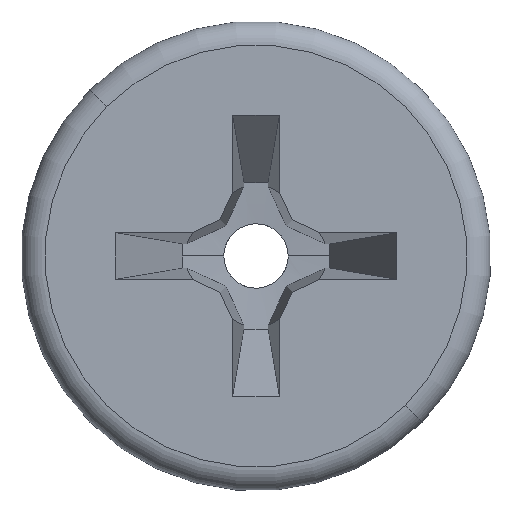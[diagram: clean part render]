
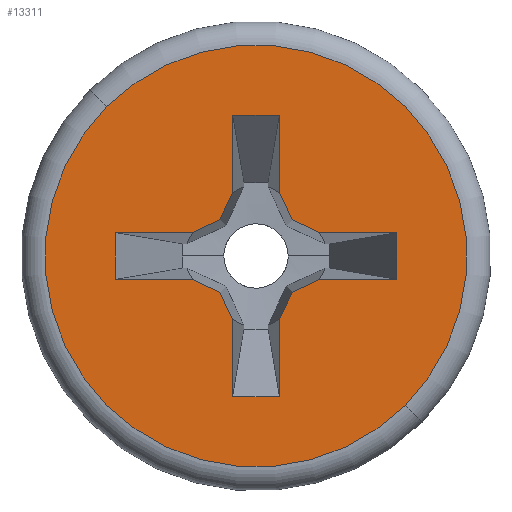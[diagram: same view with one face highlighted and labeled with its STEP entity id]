
A CAD part, left-side view. The second image highlights one B-rep face of the part: STEP entity #13311.
In plain terms, the highlighted planar face has unit normal (-1, 0, 0).
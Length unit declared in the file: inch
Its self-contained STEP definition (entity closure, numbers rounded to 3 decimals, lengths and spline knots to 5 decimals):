
#7012=CARTESIAN_POINT('',(0.,0.,0.));
#7013=DIRECTION('',(-1.,0.,0.));
#7014=DIRECTION('',(0.,1.,0.));
#7015=AXIS2_PLACEMENT_3D('',#7012,#7013,#7014);
#7017=CARTESIAN_POINT('',(0.,0.,0.));
#7018=DIRECTION('',(1.,0.,0.));
#7019=DIRECTION('',(0.,1.,0.));
#7020=AXIS2_PLACEMENT_3D('',#7017,#7018,#7019);
#7022=DIRECTION('',(0.,-0.707,-0.707));
#7023=VECTOR('',#7022,0.046);
#7024=CARTESIAN_POINT('',(0.,0.11384,-0.08132));
#7025=LINE('',#7024,#7023);
#7026=DIRECTION('',(0.,0.707,-0.707));
#7027=VECTOR('',#7026,0.07597);
#7028=CARTESIAN_POINT('',(0.,0.0276,-0.06013));
#7029=LINE('',#7028,#7027);
#7030=DIRECTION('',(0.,0.94,-0.342));
#7031=VECTOR('',#7030,0.02937);
#7032=CARTESIAN_POINT('',(0.,0.,-0.05008));
#7033=LINE('',#7032,#7031);
#7034=DIRECTION('',(0.,0.94,0.342));
#7035=VECTOR('',#7034,0.02937);
#7036=CARTESIAN_POINT('',(0.,-0.0276,-0.06013));
#7037=LINE('',#7036,#7035);
#7038=DIRECTION('',(0.,-0.707,-0.707));
#7039=VECTOR('',#7038,0.07597);
#7040=CARTESIAN_POINT('',(0.,-0.0276,-0.06013));
#7041=LINE('',#7040,#7039);
#7042=DIRECTION('',(0.,0.707,-0.707));
#7043=VECTOR('',#7042,0.046);
#7044=CARTESIAN_POINT('',(0.,-0.11384,-0.08132));
#7045=LINE('',#7044,#7043);
#7046=DIRECTION('',(0.,-0.707,-0.707));
#7047=VECTOR('',#7046,0.07597);
#7048=CARTESIAN_POINT('',(0.,-0.06013,-0.0276));
#7049=LINE('',#7048,#7047);
#7050=DIRECTION('',(0.,-0.342,-0.94));
#7051=VECTOR('',#7050,0.02937);
#7052=CARTESIAN_POINT('',(0.,-0.05008,0.));
#7053=LINE('',#7052,#7051);
#7054=DIRECTION('',(0.,0.342,-0.94));
#7055=VECTOR('',#7054,0.02937);
#7056=CARTESIAN_POINT('',(0.,-0.06013,0.0276));
#7057=LINE('',#7056,#7055);
#7058=DIRECTION('',(0.,0.707,-0.707));
#7059=VECTOR('',#7058,0.07597);
#7060=CARTESIAN_POINT('',(0.,-0.11384,0.08132));
#7061=LINE('',#7060,#7059);
#7062=DIRECTION('',(0.,-0.707,-0.707));
#7063=VECTOR('',#7062,0.046);
#7064=CARTESIAN_POINT('',(0.,-0.08132,0.11384));
#7065=LINE('',#7064,#7063);
#7066=DIRECTION('',(0.,0.707,-0.707));
#7067=VECTOR('',#7066,0.07597);
#7068=CARTESIAN_POINT('',(0.,-0.08132,0.11384));
#7069=LINE('',#7068,#7067);
#7070=DIRECTION('',(0.,-0.94,0.342));
#7071=VECTOR('',#7070,0.02937);
#7072=CARTESIAN_POINT('',(0.,0.,0.05008));
#7073=LINE('',#7072,#7071);
#7074=DIRECTION('',(0.,-0.94,-0.342));
#7075=VECTOR('',#7074,0.02937);
#7076=CARTESIAN_POINT('',(0.,0.0276,0.06013));
#7077=LINE('',#7076,#7075);
#7078=DIRECTION('',(0.,-0.707,-0.707));
#7079=VECTOR('',#7078,0.07597);
#7080=CARTESIAN_POINT('',(0.,0.08132,0.11384));
#7081=LINE('',#7080,#7079);
#7082=DIRECTION('',(0.,0.707,-0.707));
#7083=VECTOR('',#7082,0.046);
#7084=CARTESIAN_POINT('',(0.,0.08132,0.11384));
#7085=LINE('',#7084,#7083);
#7086=DIRECTION('',(0.,-0.707,-0.707));
#7087=VECTOR('',#7086,0.07597);
#7088=CARTESIAN_POINT('',(0.,0.11384,0.08132));
#7089=LINE('',#7088,#7087);
#7090=DIRECTION('',(0.,0.342,0.94));
#7091=VECTOR('',#7090,0.02937);
#7092=CARTESIAN_POINT('',(0.,0.05008,0.));
#7093=LINE('',#7092,#7091);
#7094=DIRECTION('',(0.,-0.342,0.94));
#7095=VECTOR('',#7094,0.02937);
#7096=CARTESIAN_POINT('',(0.,0.06013,-0.0276));
#7097=LINE('',#7096,#7095);
#7098=DIRECTION('',(0.,0.707,-0.707));
#7099=VECTOR('',#7098,0.07597);
#7100=CARTESIAN_POINT('',(0.,0.06013,-0.0276));
#7101=LINE('',#7100,#7099);
#8448=CARTESIAN_POINT('',(0.,0.11384,-0.08132));
#8449=CARTESIAN_POINT('',(0.,0.08132,-0.11384));
#8450=VERTEX_POINT('',#8448);
#8451=VERTEX_POINT('',#8449);
#8452=CARTESIAN_POINT('',(0.,0.06013,-0.0276));
#8453=VERTEX_POINT('',#8452);
#8454=CARTESIAN_POINT('',(0.,0.05008,0.));
#8455=VERTEX_POINT('',#8454);
#8456=CARTESIAN_POINT('',(0.,0.06013,0.0276));
#8457=VERTEX_POINT('',#8456);
#8458=CARTESIAN_POINT('',(0.,0.11384,0.08132));
#8459=VERTEX_POINT('',#8458);
#8460=CARTESIAN_POINT('',(0.,0.08132,0.11384));
#8461=VERTEX_POINT('',#8460);
#8462=CARTESIAN_POINT('',(0.,0.0276,0.06013));
#8463=VERTEX_POINT('',#8462);
#8464=CARTESIAN_POINT('',(0.,0.,0.05008));
#8465=VERTEX_POINT('',#8464);
#8466=CARTESIAN_POINT('',(0.,-0.0276,0.06013));
#8467=VERTEX_POINT('',#8466);
#8468=CARTESIAN_POINT('',(0.,-0.08132,0.11384));
#8469=VERTEX_POINT('',#8468);
#8470=CARTESIAN_POINT('',(0.,-0.11384,0.08132));
#8471=VERTEX_POINT('',#8470);
#8472=CARTESIAN_POINT('',(0.,-0.06013,0.0276));
#8473=VERTEX_POINT('',#8472);
#8474=CARTESIAN_POINT('',(0.,-0.05008,0.));
#8475=VERTEX_POINT('',#8474);
#8476=CARTESIAN_POINT('',(0.,-0.06013,-0.0276));
#8477=VERTEX_POINT('',#8476);
#8478=CARTESIAN_POINT('',(0.,-0.11384,-0.08132));
#8479=VERTEX_POINT('',#8478);
#8480=CARTESIAN_POINT('',(0.,-0.08132,-0.11384));
#8481=VERTEX_POINT('',#8480);
#8482=CARTESIAN_POINT('',(0.,-0.0276,-0.06013));
#8483=VERTEX_POINT('',#8482);
#8484=CARTESIAN_POINT('',(0.,0.,-0.05008));
#8485=VERTEX_POINT('',#8484);
#8486=CARTESIAN_POINT('',(0.,0.0276,-0.06013));
#8487=VERTEX_POINT('',#8486);
#8522=CARTESIAN_POINT('',(0.,0.20655,0.));
#8523=VERTEX_POINT('',#8522);
#8524=CARTESIAN_POINT('',(0.,-0.20655,0.));
#8525=VERTEX_POINT('',#8524);
#13278=CARTESIAN_POINT('',(0.,0.,0.));
#13279=DIRECTION('',(1.,0.,0.));
#13280=DIRECTION('',(0.,-1.,0.));
#13281=AXIS2_PLACEMENT_3D('',#13278,#13279,#13280);
#13282=PLANE('',#13281);
#13284=ORIENTED_EDGE('',*,*,#13283,.F.);
#13286=ORIENTED_EDGE('',*,*,#13285,.T.);
#13287=EDGE_LOOP('',(#13284,#13286));
#13288=FACE_OUTER_BOUND('',#13287,.F.);
#13289=ORIENTED_EDGE('',*,*,#13099,.T.);
#13290=ORIENTED_EDGE('',*,*,#13113,.F.);
#13291=ORIENTED_EDGE('',*,*,#13139,.F.);
#13292=ORIENTED_EDGE('',*,*,#13165,.F.);
#13293=ORIENTED_EDGE('',*,*,#13179,.T.);
#13294=ORIENTED_EDGE('',*,*,#13193,.F.);
#13295=ORIENTED_EDGE('',*,*,#13207,.F.);
#13296=ORIENTED_EDGE('',*,*,#13233,.F.);
#13297=ORIENTED_EDGE('',*,*,#13259,.F.);
#13298=ORIENTED_EDGE('',*,*,#13272,.F.);
#13299=ORIENTED_EDGE('',*,*,#12908,.F.);
#13300=ORIENTED_EDGE('',*,*,#12924,.T.);
#13301=ORIENTED_EDGE('',*,*,#12950,.F.);
#13302=ORIENTED_EDGE('',*,*,#12976,.F.);
#13303=ORIENTED_EDGE('',*,*,#12990,.F.);
#13304=ORIENTED_EDGE('',*,*,#13004,.T.);
#13305=ORIENTED_EDGE('',*,*,#13018,.T.);
#13306=ORIENTED_EDGE('',*,*,#13044,.F.);
#13307=ORIENTED_EDGE('',*,*,#13070,.F.);
#13308=ORIENTED_EDGE('',*,*,#13084,.T.);
#13309=EDGE_LOOP('',(#13289,#13290,#13291,#13292,#13293,#13294,#13295,#13296,
#13297,#13298,#13299,#13300,#13301,#13302,#13303,#13304,#13305,#13306,#13307,
#13308));
#13310=FACE_BOUND('',#13309,.F.);
#7016=CIRCLE('',#7015,0.20655);
#7021=CIRCLE('',#7020,0.20655);
#12908=EDGE_CURVE('',#8469,#8471,#7065,.T.);
#12924=EDGE_CURVE('',#8469,#8467,#7069,.T.);
#12950=EDGE_CURVE('',#8465,#8467,#7073,.T.);
#12976=EDGE_CURVE('',#8463,#8465,#7077,.T.);
#12990=EDGE_CURVE('',#8461,#8463,#7081,.T.);
#13004=EDGE_CURVE('',#8461,#8459,#7085,.T.);
#13018=EDGE_CURVE('',#8459,#8457,#7089,.T.);
#13044=EDGE_CURVE('',#8455,#8457,#7093,.T.);
#13070=EDGE_CURVE('',#8453,#8455,#7097,.T.);
#13084=EDGE_CURVE('',#8453,#8450,#7101,.T.);
#13099=EDGE_CURVE('',#8450,#8451,#7025,.T.);
#13113=EDGE_CURVE('',#8487,#8451,#7029,.T.);
#13139=EDGE_CURVE('',#8485,#8487,#7033,.T.);
#13165=EDGE_CURVE('',#8483,#8485,#7037,.T.);
#13179=EDGE_CURVE('',#8483,#8481,#7041,.T.);
#13193=EDGE_CURVE('',#8479,#8481,#7045,.T.);
#13207=EDGE_CURVE('',#8477,#8479,#7049,.T.);
#13233=EDGE_CURVE('',#8475,#8477,#7053,.T.);
#13259=EDGE_CURVE('',#8473,#8475,#7057,.T.);
#13272=EDGE_CURVE('',#8471,#8473,#7061,.T.);
#13283=EDGE_CURVE('',#8523,#8525,#7016,.T.);
#13285=EDGE_CURVE('',#8523,#8525,#7021,.T.);
#13311=ADVANCED_FACE('',(#13288,#13310),#13282,.F.);
